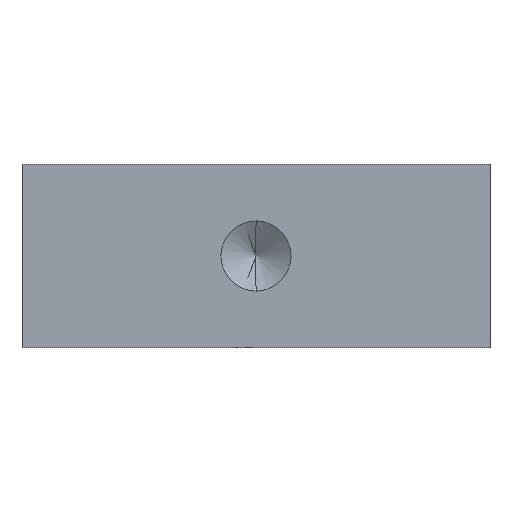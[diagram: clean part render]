
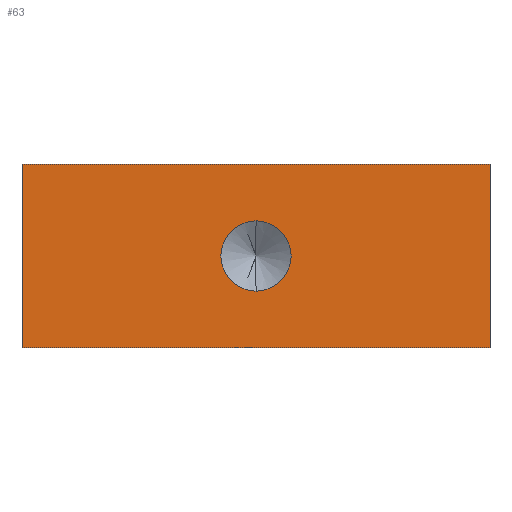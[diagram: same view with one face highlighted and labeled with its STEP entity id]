
A CAD part, front view. The second image highlights one B-rep face of the part: STEP entity #63.
In plain terms, the highlighted planar face has unit normal (0, -1, 0).
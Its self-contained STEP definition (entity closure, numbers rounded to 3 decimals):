
#44 = DIRECTION ( 'NONE',  ( 0., 0., -1. ) ) ;
#45 = FACE_OUTER_BOUND ( 'NONE', #304, .T. ) ;
#47 = CARTESIAN_POINT ( 'NONE',  ( 0., -15.94, 7.6 ) ) ;
#49 = ORIENTED_EDGE ( 'NONE', *, *, #824, .F. ) ;
#58 = DIRECTION ( 'NONE',  ( 0., 0., 1. ) ) ;
#63 = ADVANCED_FACE ( 'NONE', ( #922, #45 ), #843, .F. ) ;
#96 = EDGE_LOOP ( 'NONE', ( #49, #656 ) ) ;
#120 = VERTEX_POINT ( 'NONE', #627 ) ;
#136 = VERTEX_POINT ( 'NONE', #454 ) ;
#150 = VERTEX_POINT ( 'NONE', #467 ) ;
#171 = EDGE_CURVE ( 'NONE', #410, #150, #792, .T. ) ;
#176 = CIRCLE ( 'NONE', #754, 2.1 ) ;
#271 = AXIS2_PLACEMENT_3D ( 'NONE', #526, #288, #58 ) ;
#272 = ORIENTED_EDGE ( 'NONE', *, *, #883, .T. ) ;
#282 = EDGE_CURVE ( 'NONE', #120, #136, #665, .T. ) ;
#288 = DIRECTION ( 'NONE',  ( 0., 1., 0. ) ) ;
#292 = EDGE_CURVE ( 'NONE', #473, #992, #176, .T. ) ;
#304 = EDGE_LOOP ( 'NONE', ( #345, #1023, #982, #272 ) ) ;
#345 = ORIENTED_EDGE ( 'NONE', *, *, #282, .T. ) ;
#383 = EDGE_CURVE ( 'NONE', #150, #136, #570, .T. ) ;
#399 = CARTESIAN_POINT ( 'NONE',  ( 14., -15.94, 11. ) ) ;
#405 = AXIS2_PLACEMENT_3D ( 'NONE', #573, #902, #821 ) ;
#410 = VERTEX_POINT ( 'NONE', #608 ) ;
#437 = VECTOR ( 'NONE', #461, 1000. ) ;
#454 = CARTESIAN_POINT ( 'NONE',  ( 14., -15.94, 0. ) ) ;
#461 = DIRECTION ( 'NONE',  ( 1., 0., 0. ) ) ;
#465 = CARTESIAN_POINT ( 'NONE',  ( 0., -15.94, 3.4 ) ) ;
#467 = CARTESIAN_POINT ( 'NONE',  ( 14., -15.94, 11. ) ) ;
#473 = VERTEX_POINT ( 'NONE', #47 ) ;
#490 = CARTESIAN_POINT ( 'NONE',  ( 14., -15.94, 11. ) ) ;
#502 = DIRECTION ( 'NONE',  ( 0., 0., -1. ) ) ;
#505 = VECTOR ( 'NONE', #810, 1000. ) ;
#513 = LINE ( 'NONE', #831, #675 ) ;
#526 = CARTESIAN_POINT ( 'NONE',  ( 14., -15.94, 11. ) ) ;
#557 = VECTOR ( 'NONE', #660, 1000. ) ;
#570 = LINE ( 'NONE', #490, #505 ) ;
#573 = CARTESIAN_POINT ( 'NONE',  ( 0., -15.94, 5.5 ) ) ;
#608 = CARTESIAN_POINT ( 'NONE',  ( -14., -15.94, 11. ) ) ;
#627 = CARTESIAN_POINT ( 'NONE',  ( -14., -15.94, 0. ) ) ;
#645 = CARTESIAN_POINT ( 'NONE',  ( 14., -15.94, 0. ) ) ;
#656 = ORIENTED_EDGE ( 'NONE', *, *, #292, .F. ) ;
#660 = DIRECTION ( 'NONE',  ( 1., 0., 0. ) ) ;
#665 = LINE ( 'NONE', #645, #557 ) ;
#675 = VECTOR ( 'NONE', #44, 1000. ) ;
#754 = AXIS2_PLACEMENT_3D ( 'NONE', #985, #893, #502 ) ;
#792 = LINE ( 'NONE', #399, #437 ) ;
#810 = DIRECTION ( 'NONE',  ( 0., 0., -1. ) ) ;
#821 = DIRECTION ( 'NONE',  ( 0., 0., -1. ) ) ;
#824 = EDGE_CURVE ( 'NONE', #992, #473, #994, .T. ) ;
#831 = CARTESIAN_POINT ( 'NONE',  ( -14., -15.94, 11. ) ) ;
#843 = PLANE ( 'NONE',  #271 ) ;
#883 = EDGE_CURVE ( 'NONE', #410, #120, #513, .T. ) ;
#893 = DIRECTION ( 'NONE',  ( 0., -1., 0. ) ) ;
#902 = DIRECTION ( 'NONE',  ( 0., -1., 0. ) ) ;
#922 = FACE_BOUND ( 'NONE', #96, .T. ) ;
#982 = ORIENTED_EDGE ( 'NONE', *, *, #171, .F. ) ;
#985 = CARTESIAN_POINT ( 'NONE',  ( 0., -15.94, 5.5 ) ) ;
#992 = VERTEX_POINT ( 'NONE', #465 ) ;
#994 = CIRCLE ( 'NONE', #405, 2.1 ) ;
#1023 = ORIENTED_EDGE ( 'NONE', *, *, #383, .F. ) ;
